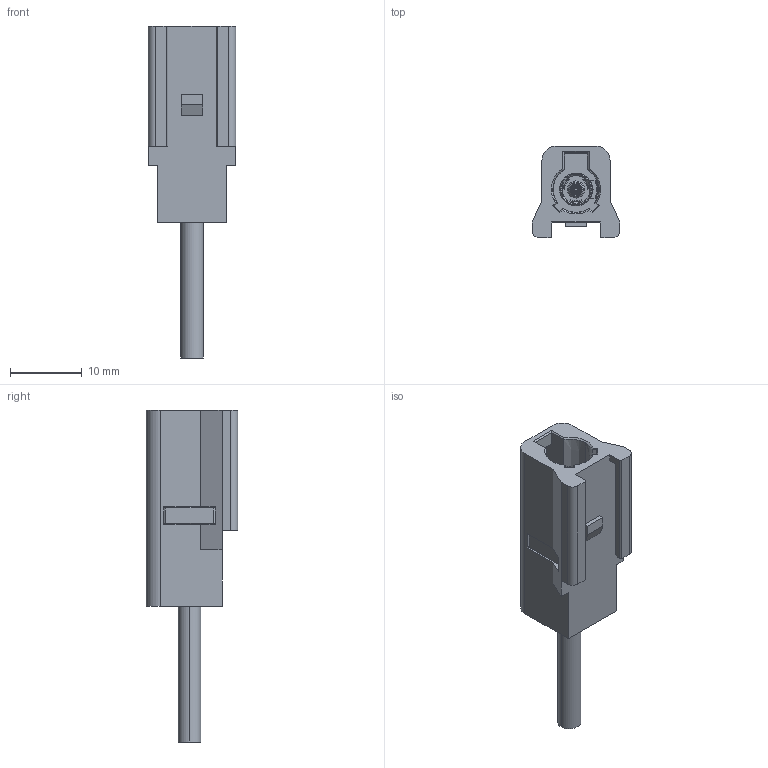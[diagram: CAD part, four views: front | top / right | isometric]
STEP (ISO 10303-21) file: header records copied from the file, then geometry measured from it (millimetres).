
FILE_DESCRIPTION (( 'STEP AP214' ), '1' );
FILE_NAME ('HPC1153-010X11_Key1（自動機ボディ）.STEP', '2021-09-22T06:32:07', ( '' ), ( '' ), 'SwSTEP 2.0', 'SolidWorks 2020', '' );
FILE_SCHEMA (( 'AUTOMOTIVE_DESIGN' ));
Length unit declared in the file: millimetre
Products named in the file (8): HPC1143-140010_Assy; HPC1143-120011_図面（ゲート、型番）; HPC1153-010X11_Key1（自動機ボディ）; HPC1153-060110_KEY1; HPC1143-030010; HPC1143-050010-2_フクリン有; HPC1143 cable-2; HPC1143-100010
Assembly tree (7 placements, depth 2):
  HPC1153-010X11_Key1（自動機ボディ）
    HPC1143-120011_図面（ゲート、型番）
    HPC1143-140010_Assy
    HPC1143-030010
    HPC1143 cable-2
    HPC1143-050010-2_フクリン有
    HPC1153-060110_KEY1
    HPC1143-100010
Bounding box: 12.2 x 12.8 x 46.35 mm (x, y, z)
Volume: 2445 mm3; surface area: 4541.2 mm2
Topology: 10 solids, 10 shells, 850 faces, 2261 edges, 1456 vertices
Faces by surface type: plane 419, cylinder 233, bspline 92, cone 88, torus 10, sphere 8
Entity records: 33041 total; most frequent: CARTESIAN_POINT 11789, ORIENTED_EDGE 4522, DIRECTION 4050, EDGE_CURVE 2261, VERTEX_POINT 1456, AXIS2_PLACEMENT_3D 1371, VECTOR 1308, LINE 1308
